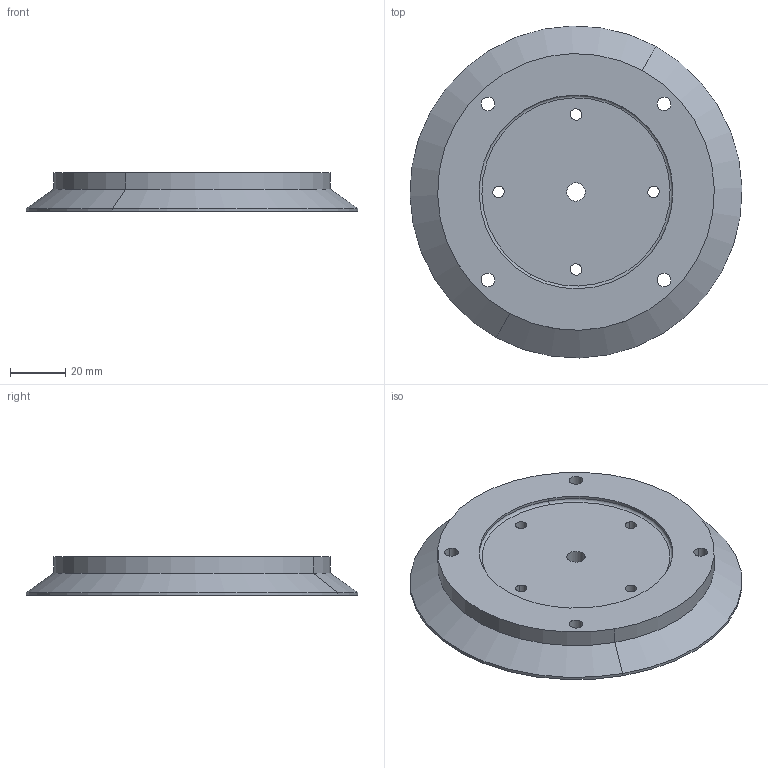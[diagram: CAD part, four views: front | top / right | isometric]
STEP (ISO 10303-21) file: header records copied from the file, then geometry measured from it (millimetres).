
FILE_DESCRIPTION(('CATIA V5 STEP Exchange'),'2;1');
FILE_NAME('Flange_Italy.stp','2011-09-15T10:21:06+00:00',('none'),('none'),'CATIA Version 5 Release 19 SP 8 (IN-10)','CATIA V5 STEP AP203','none');
FILE_SCHEMA(('CONFIG_CONTROL_DESIGN'));
Length unit declared in the file: millimetre
Products named in the file (1): Flange_Italy
Bounding box: 119.97 x 119.97 x 14 mm (x, y, z)
Volume: 100372.7 mm3; surface area: 27892.8 mm2
Topology: 1 solids, 1 shells, 36 faces, 88 edges, 56 vertices
Faces by surface type: cylinder 26, plane 4, torus 4, cone 2
Entity records: 1031 total; most frequent: ORIENTED_EDGE 176, CARTESIAN_POINT 166, DIRECTION 130, EDGE_CURVE 88, AXIS2_PLACEMENT_3D 82, CIRCLE 60, EDGE_LOOP 56, VERTEX_POINT 56
